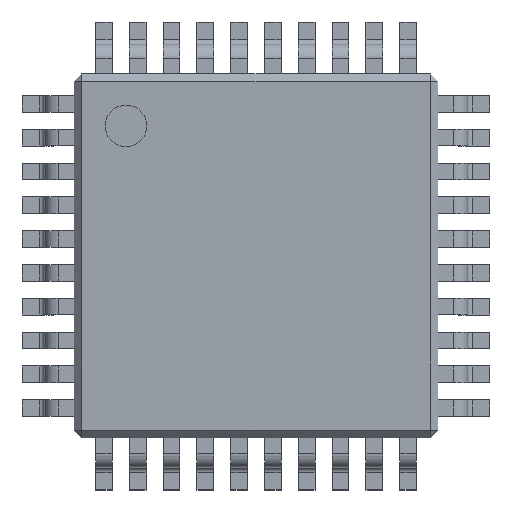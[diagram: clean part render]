
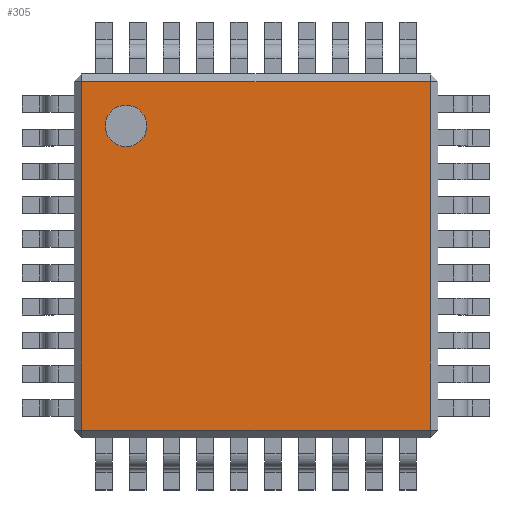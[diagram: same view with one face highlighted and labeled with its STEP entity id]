
A CAD part, top view. The second image highlights one B-rep face of the part: STEP entity #305.
In plain terms, the highlighted planar face has unit normal (0, 0, 1).
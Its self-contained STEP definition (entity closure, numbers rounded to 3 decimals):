
#13=DIRECTION('',(0.,0.,1.));
#14=DIRECTION('',(1.,0.,0.));
#104=VECTOR('',#105,1.);
#105=DIRECTION('',(0.,1.,0.));
#177=VERTEX_POINT('',#178);
#178=CARTESIAN_POINT('',(-3.35,-3.35,1.4));
#186=VERTEX_POINT('',#187);
#187=CARTESIAN_POINT('',(-3.35,3.35,1.4));
#192=ORIENTED_EDGE('',*,*,#193,.F.);
#193=EDGE_CURVE('',#177,#186,#194,.T.);
#194=LINE('',#195,#104);
#195=CARTESIAN_POINT('',(-3.35,-3.5,1.4));
#262=VECTOR('',#14,1.);
#305=ADVANCED_FACE('',(#306,#324),#333,.T.);
#306=FACE_BOUND('',#307,.T.);
#307=EDGE_LOOP('',(#192,#308,#314,#320));
#308=ORIENTED_EDGE('',*,*,#309,.T.);
#309=EDGE_CURVE('',#177,#310,#312,.T.);
#310=VERTEX_POINT('',#311);
#311=CARTESIAN_POINT('',(3.35,-3.35,1.4));
#312=LINE('',#313,#262);
#313=CARTESIAN_POINT('',(-3.5,-3.35,1.4));
#314=ORIENTED_EDGE('',*,*,#315,.T.);
#315=EDGE_CURVE('',#310,#316,#318,.T.);
#316=VERTEX_POINT('',#317);
#317=CARTESIAN_POINT('',(3.35,3.35,1.4));
#318=LINE('',#319,#104);
#319=CARTESIAN_POINT('',(3.35,-3.5,1.4));
#320=ORIENTED_EDGE('',*,*,#321,.F.);
#321=EDGE_CURVE('',#186,#316,#322,.T.);
#322=LINE('',#323,#262);
#323=CARTESIAN_POINT('',(-3.5,3.35,1.4));
#324=FACE_BOUND('',#325,.T.);
#325=EDGE_LOOP('',(#326));
#326=ORIENTED_EDGE('',*,*,#327,.F.);
#327=EDGE_CURVE('',#328,#328,#330,.T.);
#328=VERTEX_POINT('',#329);
#329=CARTESIAN_POINT('',(-2.1,2.5,1.4));
#330=CIRCLE('',#331,0.4);
#331=AXIS2_PLACEMENT_3D('',#332,#13,#14);
#332=CARTESIAN_POINT('',(-2.5,2.5,1.4));
#333=PLANE('',#334);
#334=AXIS2_PLACEMENT_3D('',#335,#13,#14);
#335=CARTESIAN_POINT('',(-3.5,-3.5,1.4));
